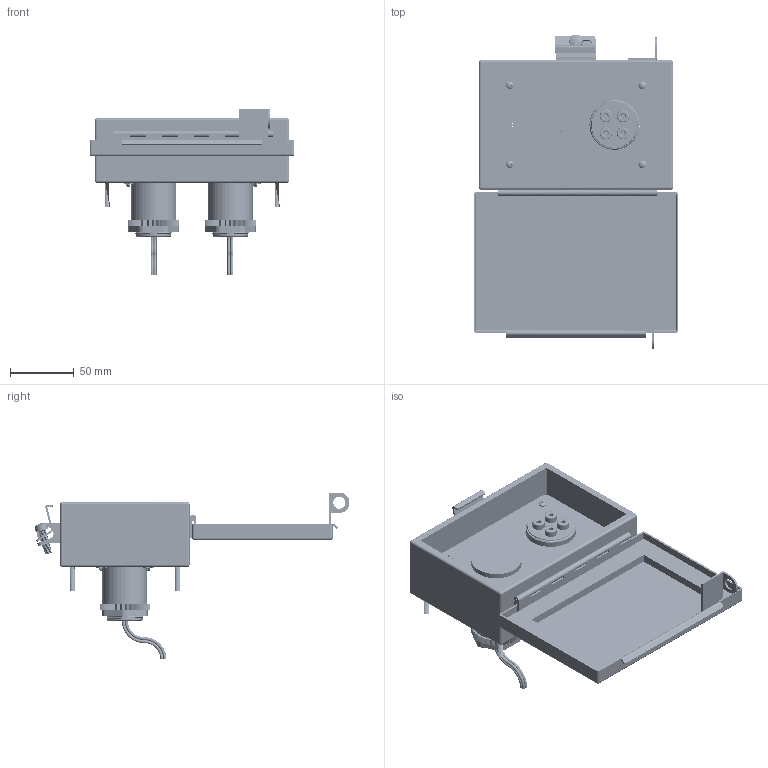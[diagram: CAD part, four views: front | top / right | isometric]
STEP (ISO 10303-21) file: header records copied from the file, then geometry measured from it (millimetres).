
FILE_DESCRIPTION (( 'STEP AP203' ), '1' );
FILE_NAME ('P-S10S21-M5RX_3D.STEP', '2019-11-20T19:36:59', ( '' ), ( '' ), 'SwSTEP 2.0', 'SolidWorks 2019', '' );
FILE_SCHEMA (( 'CONFIG_CONTROL_DESIGN' ));
Length unit declared in the file: millimetre
Products named in the file (16): P-S10S21-M5RX_3D; R-3MT_UNIT; P-S10S21-M5RX_FP060_1; 92005A124_METRIC PAN HEAD PHILLIPS MACHINE SCREW_92005A124; Z-H-M5_B; R-3W-SLEEVE; 632FH_1-1_4-IN; R-3MT_NUT; P-S10S21-M5RX_BP180_1; R-3W-UNIT; Z-001-SPR_5_8; R-3W_NUT; -M5; R-3MT_SLEEVE; Z-002-632516HN_90675A007; P-S10S21-M5RX_TP240_1
Assembly tree (27 placements, depth 3):
  P-S10S21-M5RX_3D
    P-S10S21-M5RX_BP180_1
    P-S10S21-M5RX_TP240_1
    632FH_1-1_4-IN  x4
    Z-001-SPR_5_8  x4
    Z-002-632516HN_90675A007  x4
    R-3W-UNIT
    R-3W-SLEEVE
    R-3W_NUT
    R-3MT_UNIT
    R-3MT_SLEEVE
    R-3MT_NUT
    P-S10S21-M5RX_FP060_1
    -M5
      Z-H-M5_B
    92005A124_METRIC PAN HEAD PHILLIPS MACHINE SCREW_92005A124  x4
Bounding box: 160.82 x 247.16 x 130.88 mm (x, y, z)
Volume: 380757.2 mm3; surface area: 255986.5 mm2
Topology: 42 solids, 42 shells, 3994 faces, 11401 edges, 7515 vertices
Faces by surface type: cylinder 1539, plane 1154, bspline 976, cone 216, torus 78, sphere 31
Entity records: 188970 total; most frequent: CARTESIAN_POINT 129378, ORIENTED_EDGE 14820, DIRECTION 7689, EDGE_CURVE 7410, VERTEX_POINT 4882, B_SPLINE_CURVE_WITH_KNOTS 3301, LINE 2787, VECTOR 2787
